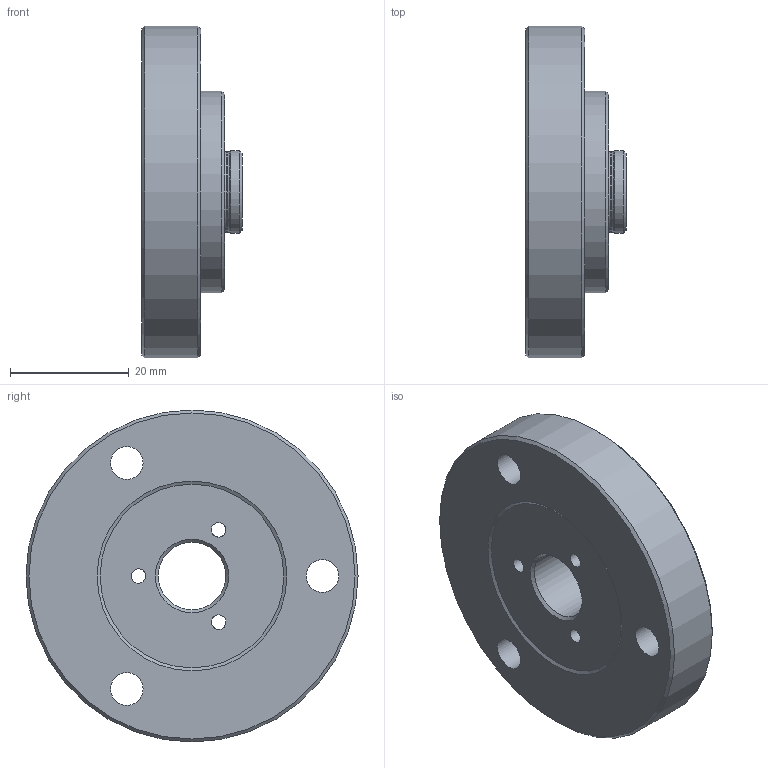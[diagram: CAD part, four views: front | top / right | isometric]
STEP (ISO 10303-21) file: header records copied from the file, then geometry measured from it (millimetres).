
FILE_DESCRIPTION(/* description */ ('Adapter Nullpunktspannsystem'),/* implementation_level */ '2;1');
FILE_NAME(/* name */ 'DBF55_98-12 Adapter Nullpunktspannsystem.ipt.step',/* time_stamp */ '2022-01-28T15:14:06+01:00',/* author */ ('D. Pustolla'),/* organization */ (''),/* preprocessor_version */ 'ST-DEVELOPER v15.2',/* originating_system */ 'Autodesk Inventor 2014',/* authorisation */ '');
FILE_SCHEMA (('AUTOMOTIVE_DESIGN { 1 0 10303 214 3 1 1 }'));
Length unit declared in the file: millimetre
Products named in the file (1): DBF55_98-12 Adapter Nullpunktspannsystem
Bounding box: 17 x 56 x 56 mm (x, y, z)
Volume: 24859 mm3; surface area: 8391.3 mm2
Topology: 1 solids, 1 shells, 35 faces, 82 edges, 50 vertices
Faces by surface type: cylinder 14, cone 9, plane 9, torus 3
Full cylindrical faces by diameter (mm): 2.459 x3, 5.5 x3, 10 x3, 11.4 x1, 13.6 x1, 14 x1, 34 x1, 56 x1
Entity records: 880 total; most frequent: DIRECTION 162, CARTESIAN_POINT 153, ORIENTED_EDGE 96, AXIS2_PLACEMENT_3D 81, EDGE_LOOP 76, EDGE_CURVE 48, CIRCLE 45, FACE_BOUND 44
